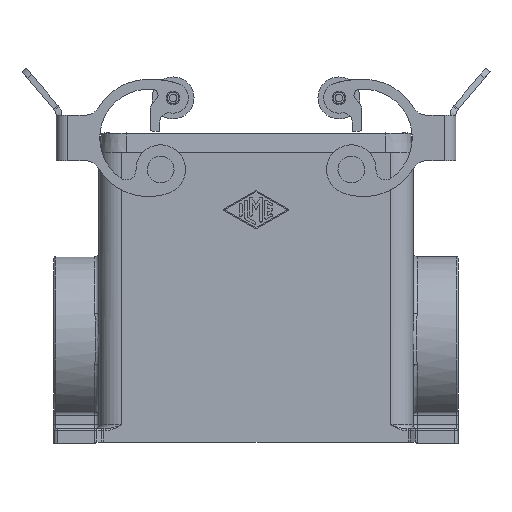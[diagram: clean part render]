
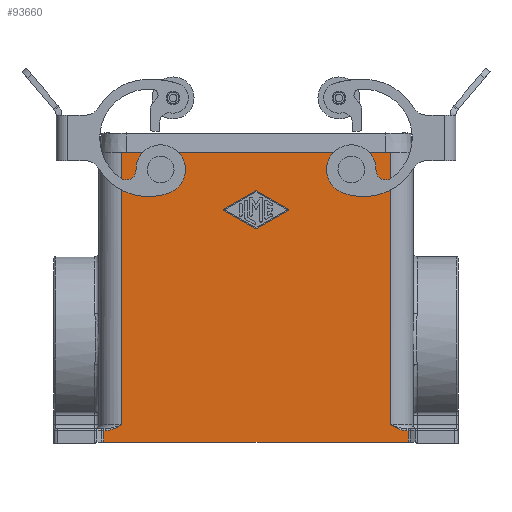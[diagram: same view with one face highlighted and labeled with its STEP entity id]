
A CAD part, left-side view. The second image highlights one B-rep face of the part: STEP entity #93660.
In plain terms, the highlighted face is planar.
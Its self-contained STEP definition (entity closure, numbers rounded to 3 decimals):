
#44280=CARTESIAN_POINT('',(35.25,-27.65,24.));
#44290=DIRECTION('',(0.,0.,-1.));
#44300=VECTOR('',#44290,71.5);
#44310=LINE('',#44280,#44300);
#44320=CARTESIAN_POINT('',(35.25,-27.65,24.));
#44330=VERTEX_POINT('',#44320);
#44340=CARTESIAN_POINT('',(35.25,-27.65,-47.5));
#44350=VERTEX_POINT('',#44340);
#44360=EDGE_CURVE('',#44330,#44350,#44310,.T.);
#84980=CARTESIAN_POINT('',(-39.58,-27.65,-49.));
#84990=VERTEX_POINT('',#84980);
#85150=CARTESIAN_POINT('',(-35.25,-27.65,-47.5));
#85160=VERTEX_POINT('',#85150);
#85190=CARTESIAN_POINT('',(-39.58,-27.65,-49.));
#85200=CARTESIAN_POINT('',(-39.388,-27.65,-49.));
#85210=CARTESIAN_POINT('',(-39.195,-27.65,-48.986));
#85220=CARTESIAN_POINT('',(-38.697,-27.65,-48.92));
#85230=CARTESIAN_POINT('',(-38.393,-27.65,-48.851));
#85240=CARTESIAN_POINT('',(-37.623,-27.65,-48.626));
#85250=CARTESIAN_POINT('',(-37.167,-27.65,-48.441));
#85260=CARTESIAN_POINT('',(-36.221,-27.65,-48.007));
#85270=CARTESIAN_POINT('',(-35.734,-27.65,-47.753));
#85280=CARTESIAN_POINT('',(-35.25,-27.65,-47.5));
#85290=B_SPLINE_CURVE_WITH_KNOTS('',3,(#85190,#85200,#85210,#85220,
#85230,#85240,#85250,#85260,#85270,#85280),.UNSPECIFIED.,.F.,.F.,(4,2,2,
2,4),(0.,0.058,0.15,0.298,
0.462),.UNSPECIFIED.);
#85300=EDGE_CURVE('',#84990,#85160,#85290,.T.);
#91900=CARTESIAN_POINT('',(35.25,-27.65,1.5));
#91910=DIRECTION('',(0.,-1.,0.));
#91920=DIRECTION('',(0.,0.,-1.));
#91930=AXIS2_PLACEMENT_3D('',#91900,#91910,#91920);
#91940=PLANE('',#91930);
#91950=CARTESIAN_POINT('',(25.,-27.65,19.5));
#91960=DIRECTION('',(0.,1.,0.));
#91970=DIRECTION('',(0.839,0.,
0.545));
#91980=AXIS2_PLACEMENT_3D('',#91950,#91960,#91970);
#91990=CIRCLE('',#91980,1.5);
#92000=CARTESIAN_POINT('',(26.258,-27.65,20.317));
#92010=VERTEX_POINT('',#92000);
#92020=CARTESIAN_POINT('',(23.742,-27.65,18.683));
#92030=VERTEX_POINT('',#92020);
#92040=EDGE_CURVE('',#92010,#92030,#91990,.T.);
#92050=ORIENTED_EDGE('',*,*,#92040,.T.);
#92060=EDGE_CURVE('',#92030,#92010,#91990,.T.);
#92070=ORIENTED_EDGE('',*,*,#92060,.T.);
#92080=EDGE_LOOP('',(#92070,#92050));
#92090=FACE_BOUND('',#92080,.T.);
#92100=CARTESIAN_POINT('',(0.,-27.65,13.622)
);
#92110=DIRECTION('',(0.,-1.,0.));
#92120=DIRECTION('',(1.,0.,0.));
#92130=AXIS2_PLACEMENT_3D('',#92100,#92110,#92120);
#92140=CIRCLE('',#92130,0.333);
#92150=CARTESIAN_POINT('',(0.165,-27.65,13.911));
#92160=VERTEX_POINT('',#92150);
#92170=CARTESIAN_POINT('',(-0.165,-27.65,13.911));
#92180=VERTEX_POINT('',#92170);
#92190=EDGE_CURVE('',#92160,#92180,#92140,.T.);
#92200=ORIENTED_EDGE('',*,*,#92190,.F.);
#92210=CARTESIAN_POINT('',(0.,-27.65,14.005));
#92220=DIRECTION('',(0.868,0.,0.496));
#92230=VECTOR('',#92220,1.);
#92240=LINE('',#92210,#92230);
#92250=CARTESIAN_POINT('',(-8.574,-27.65,9.105));
#92260=VERTEX_POINT('',#92250);
#92270=EDGE_CURVE('',#92260,#92180,#92240,.T.);
#92280=ORIENTED_EDGE('',*,*,#92270,.T.);
#92290=CARTESIAN_POINT('',(-8.491,-27.65,8.96));
#92300=DIRECTION('',(0.,-1.,0.));
#92310=DIRECTION('',(1.,0.,0.));
#92320=AXIS2_PLACEMENT_3D('',#92290,#92300,#92310);
#92330=CIRCLE('',#92320,0.167);
#92340=CARTESIAN_POINT('',(-8.574,-27.65,8.815));
#92350=VERTEX_POINT('',#92340);
#92360=EDGE_CURVE('',#92260,#92350,#92330,.T.);
#92370=ORIENTED_EDGE('',*,*,#92360,.F.);
#92380=CARTESIAN_POINT('',(0.,-27.65,3.914));
#92390=DIRECTION('',(-0.868,0.,0.496));
#92400=VECTOR('',#92390,1.);
#92410=LINE('',#92380,#92400);
#92420=CARTESIAN_POINT('',(-0.165,-27.65,4.009));
#92430=VERTEX_POINT('',#92420);
#92440=EDGE_CURVE('',#92430,#92350,#92410,.T.);
#92450=ORIENTED_EDGE('',*,*,#92440,.T.);
#92460=CARTESIAN_POINT('',(0.,-27.65,4.298)
);
#92470=DIRECTION('',(0.,-1.,0.));
#92480=DIRECTION('',(1.,0.,0.));
#92490=AXIS2_PLACEMENT_3D('',#92460,#92470,#92480);
#92500=CIRCLE('',#92490,0.333);
#92510=CARTESIAN_POINT('',(0.165,-27.65,4.009));
#92520=VERTEX_POINT('',#92510);
#92530=EDGE_CURVE('',#92430,#92520,#92500,.T.);
#92540=ORIENTED_EDGE('',*,*,#92530,.F.);
#92550=CARTESIAN_POINT('',(0.,-27.65,3.914));
#92560=DIRECTION('',(-0.868,0.,-0.496));
#92570=VECTOR('',#92560,1.);
#92580=LINE('',#92550,#92570);
#92590=CARTESIAN_POINT('',(8.574,-27.65,8.815));
#92600=VERTEX_POINT('',#92590);
#92610=EDGE_CURVE('',#92600,#92520,#92580,.T.);
#92620=ORIENTED_EDGE('',*,*,#92610,.T.);
#92630=CARTESIAN_POINT('',(8.491,-27.65,8.96));
#92640=DIRECTION('',(0.,-1.,0.));
#92650=DIRECTION('',(1.,0.,0.));
#92660=AXIS2_PLACEMENT_3D('',#92630,#92640,#92650);
#92670=CIRCLE('',#92660,0.166);
#92680=CARTESIAN_POINT('',(8.574,-27.65,9.104));
#92690=VERTEX_POINT('',#92680);
#92700=EDGE_CURVE('',#92600,#92690,#92670,.T.);
#92710=ORIENTED_EDGE('',*,*,#92700,.F.);
#92720=CARTESIAN_POINT('',(0.,-27.65,14.005));
#92730=DIRECTION('',(0.868,0.,-0.496));
#92740=VECTOR('',#92730,1.);
#92750=LINE('',#92720,#92740);
#92760=EDGE_CURVE('',#92160,#92690,#92750,.T.);
#92770=ORIENTED_EDGE('',*,*,#92760,.T.);
#92780=EDGE_LOOP('',(#92770,#92710,#92620,#92540,#92450,#92370,#92280,
#92200));
#92790=FACE_BOUND('',#92780,.T.);
#92800=CARTESIAN_POINT('',(-25.,-27.65,19.5));
#92810=DIRECTION('',(0.,1.,0.));
#92820=DIRECTION('',(-0.839,0.,
0.545));
#92830=AXIS2_PLACEMENT_3D('',#92800,#92810,#92820);
#92840=CIRCLE('',#92830,1.5);
#92850=CARTESIAN_POINT('',(-26.258,-27.65,20.317));
#92860=VERTEX_POINT('',#92850);
#92870=CARTESIAN_POINT('',(-23.742,-27.65,18.683));
#92880=VERTEX_POINT('',#92870);
#92890=EDGE_CURVE('',#92860,#92880,#92840,.T.);
#92900=ORIENTED_EDGE('',*,*,#92890,.T.);
#92910=EDGE_CURVE('',#92880,#92860,#92840,.T.);
#92920=ORIENTED_EDGE('',*,*,#92910,.T.);
#92930=EDGE_LOOP('',(#92920,#92900));
#92940=FACE_BOUND('',#92930,.T.);
#92950=ORIENTED_EDGE('',*,*,#85300,.F.);
#92960=CARTESIAN_POINT('',(-35.25,-27.65,24.));
#92970=DIRECTION('',(0.,0.,-1.));
#92980=VECTOR('',#92970,71.5);
#92990=LINE('',#92960,#92980);
#93000=CARTESIAN_POINT('',(-35.25,-27.65,24.));
#93010=VERTEX_POINT('',#93000);
#93020=EDGE_CURVE('',#93010,#85160,#92990,.T.);
#93030=ORIENTED_EDGE('',*,*,#93020,.T.);
#93040=CARTESIAN_POINT('',(0.,-27.65,24.));
#93050=DIRECTION('',(1.,0.,0.));
#93060=VECTOR('',#93050,1.);
#93070=LINE('',#93040,#93060);
#93080=EDGE_CURVE('',#93010,#44330,#93070,.T.);
#93090=ORIENTED_EDGE('',*,*,#93080,.F.);
#93100=ORIENTED_EDGE('',*,*,#44360,.F.);
#93110=CARTESIAN_POINT('',(35.25,-27.65,-47.5));
#93120=CARTESIAN_POINT('',(35.734,-27.65,-47.753));
#93130=CARTESIAN_POINT('',(36.221,-27.65,-48.007));
#93140=CARTESIAN_POINT('',(37.167,-27.65,-48.441));
#93150=CARTESIAN_POINT('',(37.623,-27.65,-48.626));
#93160=CARTESIAN_POINT('',(38.393,-27.65,-48.851));
#93170=CARTESIAN_POINT('',(38.697,-27.65,-48.92));
#93180=CARTESIAN_POINT('',(39.195,-27.65,-48.986));
#93190=CARTESIAN_POINT('',(39.388,-27.65,-49.));
#93200=CARTESIAN_POINT('',(39.58,-27.65,-49.));
#93210=B_SPLINE_CURVE_WITH_KNOTS('',3,(#93110,#93120,#93130,#93140,
#93150,#93160,#93170,#93180,#93190,#93200),.UNSPECIFIED.,.F.,.F.,(4,2,2,
2,4),(-0.001,0.163,0.311,
0.403,0.461),.UNSPECIFIED.);
#93220=CARTESIAN_POINT('',(39.58,-27.65,-49.));
#93230=VERTEX_POINT('',#93220);
#93240=EDGE_CURVE('',#44350,#93230,#93210,.T.);
#93250=ORIENTED_EDGE('',*,*,#93240,.F.);
#93260=CARTESIAN_POINT('',(39.58,-27.65,-49.));
#93270=DIRECTION('',(1.,0.,0.));
#93280=VECTOR('',#93270,0.42);
#93290=LINE('',#93260,#93280);
#93300=CARTESIAN_POINT('',(40.,-27.65,-49.));
#93310=VERTEX_POINT('',#93300);
#93320=EDGE_CURVE('',#93230,#93310,#93290,.T.);
#93330=ORIENTED_EDGE('',*,*,#93320,.F.);
#93340=CARTESIAN_POINT('',(40.,-27.65,-49.));
#93350=DIRECTION('',(0.,0.,-1.));
#93360=VECTOR('',#93350,3.);
#93370=LINE('',#93340,#93360);
#93380=CARTESIAN_POINT('',(40.,-27.65,-52.));
#93390=VERTEX_POINT('',#93380);
#93400=EDGE_CURVE('',#93310,#93390,#93370,.T.);
#93410=ORIENTED_EDGE('',*,*,#93400,.F.);
#93420=CARTESIAN_POINT('',(40.,-27.65,-52.));
#93430=DIRECTION('',(-1.,0.,0.));
#93440=VECTOR('',#93430,80.);
#93450=LINE('',#93420,#93440);
#93460=CARTESIAN_POINT('',(-40.,-27.65,-52.));
#93470=VERTEX_POINT('',#93460);
#93480=EDGE_CURVE('',#93390,#93470,#93450,.T.);
#93490=ORIENTED_EDGE('',*,*,#93480,.F.);
#93500=CARTESIAN_POINT('',(-40.,-27.65,-52.));
#93510=DIRECTION('',(0.,0.,1.));
#93520=VECTOR('',#93510,3.);
#93530=LINE('',#93500,#93520);
#93540=CARTESIAN_POINT('',(-40.,-27.65,-49.));
#93550=VERTEX_POINT('',#93540);
#93560=EDGE_CURVE('',#93470,#93550,#93530,.T.);
#93570=ORIENTED_EDGE('',*,*,#93560,.F.);
#93580=CARTESIAN_POINT('',(-40.,-27.65,-49.));
#93590=DIRECTION('',(1.,0.,0.));
#93600=VECTOR('',#93590,0.42);
#93610=LINE('',#93580,#93600);
#93620=EDGE_CURVE('',#93550,#84990,#93610,.T.);
#93630=ORIENTED_EDGE('',*,*,#93620,.F.);
#93640=EDGE_LOOP('',(#93630,#93570,#93490,#93410,#93330,#93250,#93100,
#93090,#93030,#92950));
#93650=FACE_OUTER_BOUND('',#93640,.T.);
#93660=ADVANCED_FACE('',(#92090,#92790,#92940,#93650),#91940,.T.);
